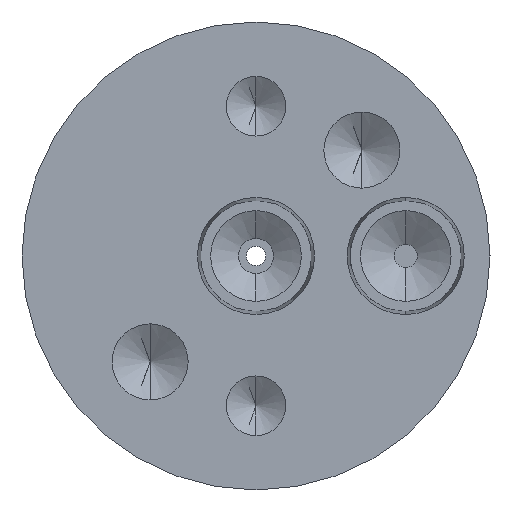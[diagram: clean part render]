
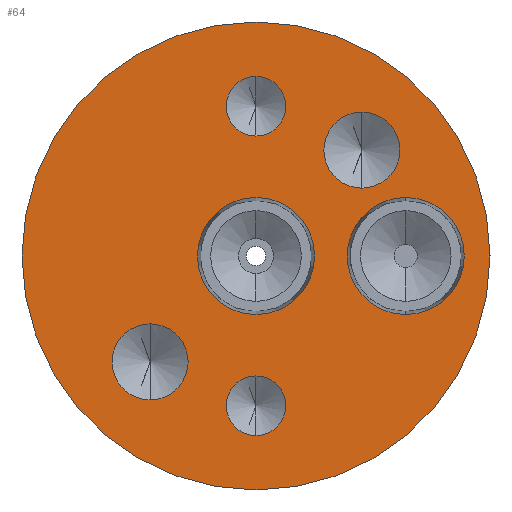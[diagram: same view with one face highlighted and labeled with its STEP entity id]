
A CAD part, front view. The second image highlights one B-rep face of the part: STEP entity #64.
In plain terms, the highlighted planar face has unit normal (0, -1, 0).
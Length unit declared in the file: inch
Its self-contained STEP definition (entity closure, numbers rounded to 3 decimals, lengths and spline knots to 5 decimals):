
#9 = CARTESIAN_POINT ( 'NONE',  ( 0.28284, -0.5, 0.38441 ) ) ;
#14 = ORIENTED_EDGE ( 'NONE', *, *, #3520, .F. ) ;
#64 = ADVANCED_FACE ( 'NONE', ( #1121, #2350, #896, #1408, #3737, #2649, #3241 ), #1690, .T. ) ;
#67 = CARTESIAN_POINT ( 'NONE',  ( 0., -0.5, -0.15625 ) ) ;
#68 = DIRECTION ( 'NONE',  ( 0., 0., -1. ) ) ;
#91 = CARTESIAN_POINT ( 'NONE',  ( 0., -0.5, -0.3205 ) ) ;
#116 = ORIENTED_EDGE ( 'NONE', *, *, #2341, .F. ) ;
#124 = ORIENTED_EDGE ( 'NONE', *, *, #2947, .F. ) ;
#143 = EDGE_CURVE ( 'NONE', #1309, #2185, #1221, .T. ) ;
#151 = CIRCLE ( 'NONE', #827, 0.0795 ) ;
#193 = VERTEX_POINT ( 'NONE', #3118 ) ;
#211 = VERTEX_POINT ( 'NONE', #460 ) ;
#224 = DIRECTION ( 'NONE',  ( 0., -1., 0. ) ) ;
#250 = AXIS2_PLACEMENT_3D ( 'NONE', #3562, #945, #2706 ) ;
#309 = DIRECTION ( 'NONE',  ( 0., 0., -1. ) ) ;
#340 = CARTESIAN_POINT ( 'NONE',  ( 0.4, -0.5, 0. ) ) ;
#358 = DIRECTION ( 'NONE',  ( 0., -1., 0. ) ) ;
#409 = CARTESIAN_POINT ( 'NONE',  ( 0., -0.5, 0.4 ) ) ;
#460 = CARTESIAN_POINT ( 'NONE',  ( 0.4, -0.5, 0.15625 ) ) ;
#467 = EDGE_CURVE ( 'NONE', #671, #3744, #1890, .T. ) ;
#482 = EDGE_CURVE ( 'NONE', #3204, #193, #2071, .T. ) ;
#489 = DIRECTION ( 'NONE',  ( 0., 0., 1. ) ) ;
#548 = CIRCLE ( 'NONE', #3074, 0.15625 ) ;
#550 = CARTESIAN_POINT ( 'NONE',  ( 0., -0.5, 0. ) ) ;
#574 = CARTESIAN_POINT ( 'NONE',  ( 0., -0.5, 0. ) ) ;
#600 = ORIENTED_EDGE ( 'NONE', *, *, #2971, .F. ) ;
#625 = DIRECTION ( 'NONE',  ( 0., -1., 0. ) ) ;
#632 = DIRECTION ( 'NONE',  ( 0., -1., 0. ) ) ;
#638 = EDGE_CURVE ( 'NONE', #2827, #2334, #2322, .T. ) ;
#668 = CARTESIAN_POINT ( 'NONE',  ( -0.625, -0.5, 0. ) ) ;
#671 = VERTEX_POINT ( 'NONE', #3133 ) ;
#674 = AXIS2_PLACEMENT_3D ( 'NONE', #2757, #745, #2779 ) ;
#684 = DIRECTION ( 'NONE',  ( 0., -1., 0. ) ) ;
#722 = CIRCLE ( 'NONE', #2884, 0.10156 ) ;
#735 = EDGE_LOOP ( 'NONE', ( #1626, #3128 ) ) ;
#745 = DIRECTION ( 'NONE',  ( 0., 1., 0. ) ) ;
#752 = ORIENTED_EDGE ( 'NONE', *, *, #467, .F. ) ;
#827 = AXIS2_PLACEMENT_3D ( 'NONE', #1828, #684, #3259 ) ;
#848 = VERTEX_POINT ( 'NONE', #3693 ) ;
#894 = DIRECTION ( 'NONE',  ( 0., 0., -1. ) ) ;
#896 = FACE_BOUND ( 'NONE', #2572, .T. ) ;
#913 = CARTESIAN_POINT ( 'NONE',  ( 0., -0.5, -0.4795 ) ) ;
#929 = DIRECTION ( 'NONE',  ( 0., -1., 0. ) ) ;
#945 = DIRECTION ( 'NONE',  ( 0., -1., 0. ) ) ;
#978 = CARTESIAN_POINT ( 'NONE',  ( 0., -0.5, 0.4795 ) ) ;
#990 = EDGE_CURVE ( 'NONE', #193, #3204, #3385, .T. ) ;
#994 = VERTEX_POINT ( 'NONE', #3550 ) ;
#1081 = CARTESIAN_POINT ( 'NONE',  ( 0., -0.5, 0.625 ) ) ;
#1083 = AXIS2_PLACEMENT_3D ( 'NONE', #1519, #358, #68 ) ;
#1099 = AXIS2_PLACEMENT_3D ( 'NONE', #2167, #3360, #2845 ) ;
#1121 = FACE_BOUND ( 'NONE', #1932, .T. ) ;
#1221 = CIRCLE ( 'NONE', #674, 0.625 ) ;
#1255 = CARTESIAN_POINT ( 'NONE',  ( -0.28284, -0.5, -0.28284 ) ) ;
#1309 = VERTEX_POINT ( 'NONE', #2122 ) ;
#1378 = ORIENTED_EDGE ( 'NONE', *, *, #3062, .F. ) ;
#1408 = FACE_BOUND ( 'NONE', #2834, .T. ) ;
#1445 = DIRECTION ( 'NONE',  ( 0., -1., 0. ) ) ;
#1519 = CARTESIAN_POINT ( 'NONE',  ( 0.28284, -0.5, 0.28284 ) ) ;
#1554 = CIRCLE ( 'NONE', #1928, 0.15625 ) ;
#1613 = VERTEX_POINT ( 'NONE', #9 ) ;
#1617 = EDGE_CURVE ( 'NONE', #3504, #2209, #548, .T. ) ;
#1626 = ORIENTED_EDGE ( 'NONE', *, *, #482, .F. ) ;
#1672 = AXIS2_PLACEMENT_3D ( 'NONE', #1964, #3712, #489 ) ;
#1686 = DIRECTION ( 'NONE',  ( 0., 0., -1. ) ) ;
#1690 = PLANE ( 'NONE',  #2268 ) ;
#1736 = AXIS2_PLACEMENT_3D ( 'NONE', #1744, #1445, #3507 ) ;
#1744 = CARTESIAN_POINT ( 'NONE',  ( 0., -0.5, -0.4 ) ) ;
#1747 = CIRCLE ( 'NONE', #2664, 0.15625 ) ;
#1828 = CARTESIAN_POINT ( 'NONE',  ( 0., -0.5, 0.4 ) ) ;
#1852 = CIRCLE ( 'NONE', #1672, 0.625 ) ;
#1867 = DIRECTION ( 'NONE',  ( 0., -1., 0. ) ) ;
#1890 = CIRCLE ( 'NONE', #3016, 0.0795 ) ;
#1928 = AXIS2_PLACEMENT_3D ( 'NONE', #2680, #2964, #3257 ) ;
#1932 = EDGE_LOOP ( 'NONE', ( #3516, #1378 ) ) ;
#1964 = CARTESIAN_POINT ( 'NONE',  ( 0., -0.5, 0. ) ) ;
#2007 = ORIENTED_EDGE ( 'NONE', *, *, #2317, .F. ) ;
#2057 = CARTESIAN_POINT ( 'NONE',  ( 0., -0.5, 0.15625 ) ) ;
#2071 = CIRCLE ( 'NONE', #1099, 0.10156 ) ;
#2089 = DIRECTION ( 'NONE',  ( 0., 0., -1. ) ) ;
#2122 = CARTESIAN_POINT ( 'NONE',  ( 0., -0.5, -0.625 ) ) ;
#2167 = CARTESIAN_POINT ( 'NONE',  ( -0.28284, -0.5, -0.28284 ) ) ;
#2185 = VERTEX_POINT ( 'NONE', #1081 ) ;
#2209 = VERTEX_POINT ( 'NONE', #2057 ) ;
#2250 = CIRCLE ( 'NONE', #1083, 0.10156 ) ;
#2268 = AXIS2_PLACEMENT_3D ( 'NONE', #668, #929, #3280 ) ;
#2304 = ORIENTED_EDGE ( 'NONE', *, *, #3238, .F. ) ;
#2313 = ORIENTED_EDGE ( 'NONE', *, *, #638, .F. ) ;
#2317 = EDGE_CURVE ( 'NONE', #994, #211, #1747, .T. ) ;
#2322 = CIRCLE ( 'NONE', #250, 0.0795 ) ;
#2334 = VERTEX_POINT ( 'NONE', #913 ) ;
#2341 = EDGE_CURVE ( 'NONE', #3744, #671, #151, .T. ) ;
#2350 = FACE_BOUND ( 'NONE', #735, .T. ) ;
#2572 = EDGE_LOOP ( 'NONE', ( #752, #116 ) ) ;
#2588 = DIRECTION ( 'NONE',  ( 0., 0., -1. ) ) ;
#2596 = EDGE_LOOP ( 'NONE', ( #3286, #124 ) ) ;
#2647 = CARTESIAN_POINT ( 'NONE',  ( 0.28284, -0.5, 0.28284 ) ) ;
#2649 = FACE_BOUND ( 'NONE', #2696, .T. ) ;
#2664 = AXIS2_PLACEMENT_3D ( 'NONE', #340, #3056, #2089 ) ;
#2680 = CARTESIAN_POINT ( 'NONE',  ( 0.4, -0.5, 0. ) ) ;
#2696 = EDGE_LOOP ( 'NONE', ( #2007, #14 ) ) ;
#2706 = DIRECTION ( 'NONE',  ( 0., 0., -1. ) ) ;
#2757 = CARTESIAN_POINT ( 'NONE',  ( 0., -0.5, 0. ) ) ;
#2779 = DIRECTION ( 'NONE',  ( 0., 0., 1. ) ) ;
#2782 = CIRCLE ( 'NONE', #3099, 0.15625 ) ;
#2827 = VERTEX_POINT ( 'NONE', #91 ) ;
#2834 = EDGE_LOOP ( 'NONE', ( #600, #2313 ) ) ;
#2845 = DIRECTION ( 'NONE',  ( 0., 0., -1. ) ) ;
#2884 = AXIS2_PLACEMENT_3D ( 'NONE', #2647, #632, #894 ) ;
#2924 = CARTESIAN_POINT ( 'NONE',  ( -0.28284, -0.5, -0.38441 ) ) ;
#2947 = EDGE_CURVE ( 'NONE', #2209, #3504, #2782, .T. ) ;
#2959 = EDGE_LOOP ( 'NONE', ( #2304, #3671 ) ) ;
#2964 = DIRECTION ( 'NONE',  ( 0., -1., 0. ) ) ;
#2971 = EDGE_CURVE ( 'NONE', #2334, #2827, #3678, .T. ) ;
#2992 = EDGE_CURVE ( 'NONE', #848, #1613, #2250, .T. ) ;
#3016 = AXIS2_PLACEMENT_3D ( 'NONE', #409, #1867, #3060 ) ;
#3056 = DIRECTION ( 'NONE',  ( 0., -1., 0. ) ) ;
#3060 = DIRECTION ( 'NONE',  ( 0., 0., -1. ) ) ;
#3062 = EDGE_CURVE ( 'NONE', #1613, #848, #722, .T. ) ;
#3074 = AXIS2_PLACEMENT_3D ( 'NONE', #550, #224, #2588 ) ;
#3099 = AXIS2_PLACEMENT_3D ( 'NONE', #574, #3157, #1686 ) ;
#3118 = CARTESIAN_POINT ( 'NONE',  ( -0.28284, -0.5, -0.18128 ) ) ;
#3128 = ORIENTED_EDGE ( 'NONE', *, *, #990, .F. ) ;
#3133 = CARTESIAN_POINT ( 'NONE',  ( 0., -0.5, 0.3205 ) ) ;
#3157 = DIRECTION ( 'NONE',  ( 0., -1., 0. ) ) ;
#3204 = VERTEX_POINT ( 'NONE', #2924 ) ;
#3238 = EDGE_CURVE ( 'NONE', #2185, #1309, #1852, .T. ) ;
#3241 = FACE_OUTER_BOUND ( 'NONE', #2959, .T. ) ;
#3257 = DIRECTION ( 'NONE',  ( 0., 0., -1. ) ) ;
#3259 = DIRECTION ( 'NONE',  ( 0., 0., -1. ) ) ;
#3280 = DIRECTION ( 'NONE',  ( 0., 0., -1. ) ) ;
#3286 = ORIENTED_EDGE ( 'NONE', *, *, #1617, .F. ) ;
#3360 = DIRECTION ( 'NONE',  ( 0., -1., 0. ) ) ;
#3385 = CIRCLE ( 'NONE', #3614, 0.10156 ) ;
#3504 = VERTEX_POINT ( 'NONE', #67 ) ;
#3507 = DIRECTION ( 'NONE',  ( 0., 0., -1. ) ) ;
#3516 = ORIENTED_EDGE ( 'NONE', *, *, #2992, .F. ) ;
#3520 = EDGE_CURVE ( 'NONE', #211, #994, #1554, .T. ) ;
#3550 = CARTESIAN_POINT ( 'NONE',  ( 0.4, -0.5, -0.15625 ) ) ;
#3562 = CARTESIAN_POINT ( 'NONE',  ( 0., -0.5, -0.4 ) ) ;
#3614 = AXIS2_PLACEMENT_3D ( 'NONE', #1255, #625, #309 ) ;
#3671 = ORIENTED_EDGE ( 'NONE', *, *, #143, .F. ) ;
#3678 = CIRCLE ( 'NONE', #1736, 0.0795 ) ;
#3693 = CARTESIAN_POINT ( 'NONE',  ( 0.28284, -0.5, 0.18128 ) ) ;
#3712 = DIRECTION ( 'NONE',  ( 0., 1., 0. ) ) ;
#3737 = FACE_BOUND ( 'NONE', #2596, .T. ) ;
#3744 = VERTEX_POINT ( 'NONE', #978 ) ;
